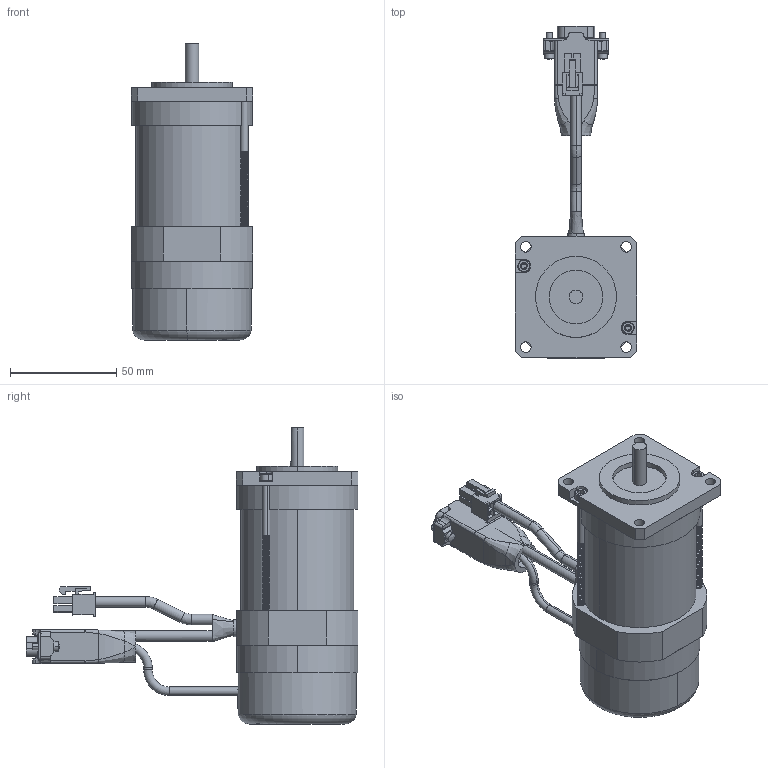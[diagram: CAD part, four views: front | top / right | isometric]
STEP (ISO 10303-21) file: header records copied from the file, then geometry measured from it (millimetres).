
FILE_DESCRIPTION (( 'STEP AP214' ), '1' );
FILE_NAME ('EP23-2A-MX5000-CN-001.STEP', '2023-06-26T17:46:44', ( '' ), ( '' ), 'SwSTEP 2.0', 'SolidWorks 2019', '' );
FILE_SCHEMA (( 'AUTOMOTIVE_DESIGN' ));
Length unit declared in the file: millimetre
Products named in the file (1): EP23-2A-MX5000-CN-001
Bounding box: 57.15 x 156.14 x 139.25 mm (x, y, z)
Surface area: 56574.7 mm2 (no closed solid volume)
Topology: 0 solids, 10 shells, 1318 faces, 3594 edges, 2341 vertices
Faces by surface type: cylinder 724, plane 506, bspline 50, cone 20, torus 18
Entity records: 71483 total; most frequent: CARTESIAN_POINT 26240, ORIENTED_EDGE 7134, DIRECTION 5706, EDGE_CURVE 3587, VERTEX_POINT 2341, VECTOR 1904, LINE 1904, AXIS2_PLACEMENT_3D 1901
